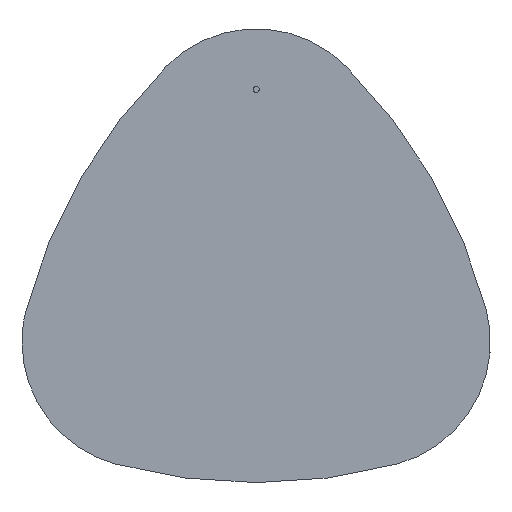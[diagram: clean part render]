
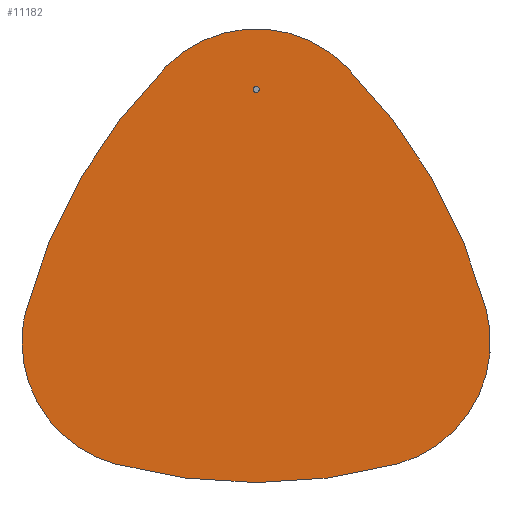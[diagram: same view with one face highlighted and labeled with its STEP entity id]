
A CAD part, front view. The second image highlights one B-rep face of the part: STEP entity #11182.
In plain terms, the highlighted face is planar.
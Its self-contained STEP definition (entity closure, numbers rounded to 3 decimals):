
#62 = CARTESIAN_POINT ( 'NONE',  ( 35.039, -83.673, 0. ) ) ;
#79 = DIRECTION ( 'NONE',  ( 0., 0., 1. ) ) ;
#123 = CARTESIAN_POINT ( 'NONE',  ( 42.137, 24.328, 0. ) ) ;
#1199 = EDGE_CURVE ( 'NONE', #6968, #10208, #9536, .T. ) ;
#1322 = CIRCLE ( 'NONE', #9058, 212.535 ) ;
#1573 = DIRECTION ( 'NONE',  ( 0., 0., 1. ) ) ;
#1889 = AXIS2_PLACEMENT_3D ( 'NONE', #13338, #1573, #16315 ) ;
#2099 = EDGE_LOOP ( 'NONE', ( #11572, #19073, #8301, #15106, #7168, #12140, #12229 ) ) ;
#2625 = CARTESIAN_POINT ( 'NONE',  ( 0., -133.13, 0. ) ) ;
#2642 = DIRECTION ( 'NONE',  ( 1., 0., 0. ) ) ;
#2944 = EDGE_CURVE ( 'NONE', #16334, #13638, #18548, .T. ) ;
#3077 = CARTESIAN_POINT ( 'NONE',  ( 89.982, 11.492, 0. ) ) ;
#3687 = VERTEX_POINT ( 'NONE', #9431 ) ;
#3958 = CARTESIAN_POINT ( 'NONE',  ( -36.578, 45.446, 0. ) ) ;
#4008 = CARTESIAN_POINT ( 'NONE',  ( 115.294, 66.565, 0. ) ) ;
#4068 = DIRECTION ( 'NONE',  ( 0., 0., 1. ) ) ;
#4349 = DIRECTION ( 'NONE',  ( 1., 0., 0. ) ) ;
#4492 = AXIS2_PLACEMENT_3D ( 'NONE', #3958, #4068, #8299 ) ;
#4594 = CARTESIAN_POINT ( 'NONE',  ( 54.943, 72.181, 0. ) ) ;
#5158 = CARTESIAN_POINT ( 'NONE',  ( -115.294, 66.565, 0. ) ) ;
#5359 = AXIS2_PLACEMENT_3D ( 'NONE', #123, #16177, #4349 ) ;
#5509 = DIRECTION ( 'NONE',  ( 0., 0., 1. ) ) ;
#5625 = AXIS2_PLACEMENT_3D ( 'NONE', #14262, #7108, #2642 ) ;
#5986 = VERTEX_POINT ( 'NONE', #9846 ) ;
#6968 = VERTEX_POINT ( 'NONE', #62 ) ;
#7108 = DIRECTION ( 'NONE',  ( 0., 0., 1. ) ) ;
#7168 = ORIENTED_EDGE ( 'NONE', *, *, #2944, .F. ) ;
#7675 = CIRCLE ( 'NONE', #5625, 49.537 ) ;
#7873 = AXIS2_PLACEMENT_3D ( 'NONE', #2625, #11340, #8435 ) ;
#8299 = DIRECTION ( 'NONE',  ( 1., 0., 0. ) ) ;
#8301 = ORIENTED_EDGE ( 'NONE', *, *, #15713, .F. ) ;
#8435 = DIRECTION ( 'NONE',  ( 1., 0., 0. ) ) ;
#8627 = CIRCLE ( 'NONE', #5359, 49.537 ) ;
#8848 = VERTEX_POINT ( 'NONE', #4594 ) ;
#8892 = CARTESIAN_POINT ( 'NONE',  ( -91.674, 24.328, 0. ) ) ;
#9058 = AXIS2_PLACEMENT_3D ( 'NONE', #4008, #5509, #11386 ) ;
#9431 = CARTESIAN_POINT ( 'NONE',  ( -89.982, 11.492, 0. ) ) ;
#9536 = CIRCLE ( 'NONE', #17873, 212.535 ) ;
#9545 = EDGE_CURVE ( 'NONE', #10208, #8848, #8627, .T. ) ;
#9846 = CARTESIAN_POINT ( 'NONE',  ( -35.039, -83.673, 0. ) ) ;
#10000 = EDGE_CURVE ( 'NONE', #13638, #3687, #7675, .T. ) ;
#10044 = AXIS2_PLACEMENT_3D ( 'NONE', #16180, #79, #13454 ) ;
#10208 = VERTEX_POINT ( 'NONE', #3077 ) ;
#10933 = CARTESIAN_POINT ( 'NONE',  ( -54.943, 72.181, 0. ) ) ;
#11182 = ADVANCED_FACE ( 'NONE', ( #12941 ), #11332, .F. ) ;
#11332 = PLANE ( 'NONE',  #4492 ) ;
#11340 = DIRECTION ( 'NONE',  ( 0., 0., 1. ) ) ;
#11386 = DIRECTION ( 'NONE',  ( 1., 0., 0. ) ) ;
#11572 = ORIENTED_EDGE ( 'NONE', *, *, #1199, .F. ) ;
#11855 = CIRCLE ( 'NONE', #7873, 212.535 ) ;
#12140 = ORIENTED_EDGE ( 'NONE', *, *, #12784, .F. ) ;
#12229 = ORIENTED_EDGE ( 'NONE', *, *, #9545, .F. ) ;
#12784 = EDGE_CURVE ( 'NONE', #8848, #16334, #11855, .T. ) ;
#12941 = FACE_OUTER_BOUND ( 'NONE', #2099, .T. ) ;
#13313 = CIRCLE ( 'NONE', #10044, 49.537 ) ;
#13338 = CARTESIAN_POINT ( 'NONE',  ( -42.137, 24.328, 0. ) ) ;
#13454 = DIRECTION ( 'NONE',  ( 1., 0., 0. ) ) ;
#13638 = VERTEX_POINT ( 'NONE', #8892 ) ;
#14262 = CARTESIAN_POINT ( 'NONE',  ( -42.137, 24.328, 0. ) ) ;
#15106 = ORIENTED_EDGE ( 'NONE', *, *, #10000, .F. ) ;
#15713 = EDGE_CURVE ( 'NONE', #3687, #5986, #1322, .T. ) ;
#16177 = DIRECTION ( 'NONE',  ( 0., 0., 1. ) ) ;
#16180 = CARTESIAN_POINT ( 'NONE',  ( 0., -48.656, 0. ) ) ;
#16315 = DIRECTION ( 'NONE',  ( 1., 0., 0. ) ) ;
#16334 = VERTEX_POINT ( 'NONE', #10933 ) ;
#16771 = DIRECTION ( 'NONE',  ( 0., 0., 1. ) ) ;
#17197 = EDGE_CURVE ( 'NONE', #5986, #6968, #13313, .T. ) ;
#17873 = AXIS2_PLACEMENT_3D ( 'NONE', #5158, #16771, #18377 ) ;
#18377 = DIRECTION ( 'NONE',  ( 1., 0., 0. ) ) ;
#18548 = CIRCLE ( 'NONE', #1889, 49.537 ) ;
#19073 = ORIENTED_EDGE ( 'NONE', *, *, #17197, .F. ) ;
